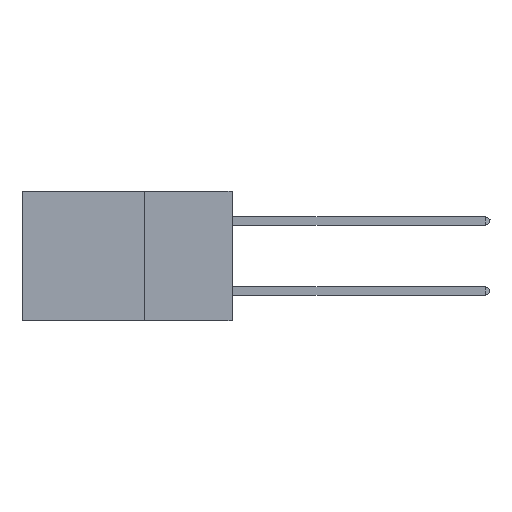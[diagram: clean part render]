
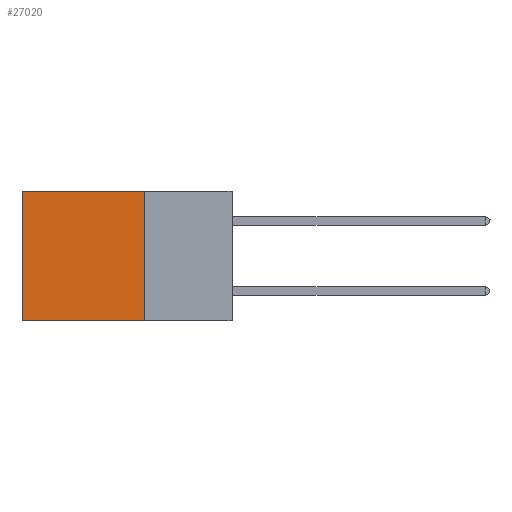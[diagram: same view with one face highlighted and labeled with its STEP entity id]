
A CAD part, left-side view. The second image highlights one B-rep face of the part: STEP entity #27020.
In plain terms, the highlighted planar face has unit normal (-1, 0, 0).
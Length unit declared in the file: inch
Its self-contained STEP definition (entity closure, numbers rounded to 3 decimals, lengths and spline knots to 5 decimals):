
#469 = LINE ( 'NONE', #14678, #33941 ) ;
#614 = VERTEX_POINT ( 'NONE', #23510 ) ;
#1779 = ORIENTED_EDGE ( 'NONE', *, *, #6076, .F. ) ;
#3881 = DIRECTION ( 'NONE',  ( 0., 1., 0. ) ) ;
#5649 = CARTESIAN_POINT ( 'NONE',  ( 0.2875, 0.25, -0.37 ) ) ;
#6076 = EDGE_CURVE ( 'NONE', #614, #20921, #15642, .T. ) ;
#7155 = VECTOR ( 'NONE', #31342, 39.37008 ) ;
#8047 = CARTESIAN_POINT ( 'NONE',  ( 0.2875, 0.25, 0. ) ) ;
#10030 = EDGE_CURVE ( 'NONE', #38765, #25846, #34284, .T. ) ;
#11170 = DIRECTION ( 'NONE',  ( 1., 0., 0. ) ) ;
#13239 = LINE ( 'NONE', #16567, #7155 ) ;
#14678 = CARTESIAN_POINT ( 'NONE',  ( 0.2875, 0.6, 0. ) ) ;
#14726 = DIRECTION ( 'NONE',  ( 0., 0., -1. ) ) ;
#15642 = LINE ( 'NONE', #5649, #41347 ) ;
#16567 = CARTESIAN_POINT ( 'NONE',  ( 0.2875, 0.25, 0. ) ) ;
#19117 = EDGE_LOOP ( 'NONE', ( #31028, #1779, #21246, #32271 ) ) ;
#19950 = CARTESIAN_POINT ( 'NONE',  ( 0.2875, 0.6, 0. ) ) ;
#20011 = AXIS2_PLACEMENT_3D ( 'NONE', #8047, #11170, #14726 ) ;
#20921 = VERTEX_POINT ( 'NONE', #29566 ) ;
#21032 = VECTOR ( 'NONE', #3881, 39.37008 ) ;
#21059 = EDGE_CURVE ( 'NONE', #25846, #20921, #469, .T. ) ;
#21246 = ORIENTED_EDGE ( 'NONE', *, *, #25072, .F. ) ;
#23510 = CARTESIAN_POINT ( 'NONE',  ( 0.2875, 0.25, -0.37 ) ) ;
#25072 = EDGE_CURVE ( 'NONE', #38765, #614, #13239, .T. ) ;
#25846 = VERTEX_POINT ( 'NONE', #19950 ) ;
#27020 = ADVANCED_FACE ( 'NONE', ( #27809 ), #31140, .F. ) ;
#27809 = FACE_OUTER_BOUND ( 'NONE', #19117, .T. ) ;
#28699 = CARTESIAN_POINT ( 'NONE',  ( 0.2875, 0.25, 0. ) ) ;
#29566 = CARTESIAN_POINT ( 'NONE',  ( 0.2875, 0.6, -0.37 ) ) ;
#31028 = ORIENTED_EDGE ( 'NONE', *, *, #21059, .T. ) ;
#31140 = PLANE ( 'NONE',  #20011 ) ;
#31342 = DIRECTION ( 'NONE',  ( 0., 0., -1. ) ) ;
#32271 = ORIENTED_EDGE ( 'NONE', *, *, #10030, .T. ) ;
#33941 = VECTOR ( 'NONE', #40651, 39.37008 ) ;
#34284 = LINE ( 'NONE', #41154, #21032 ) ;
#38765 = VERTEX_POINT ( 'NONE', #28699 ) ;
#40651 = DIRECTION ( 'NONE',  ( 0., 0., -1. ) ) ;
#41154 = CARTESIAN_POINT ( 'NONE',  ( 0.2875, 0.25, 0. ) ) ;
#41347 = VECTOR ( 'NONE', #42929, 39.37008 ) ;
#42929 = DIRECTION ( 'NONE',  ( 0., 1., 0. ) ) ;
